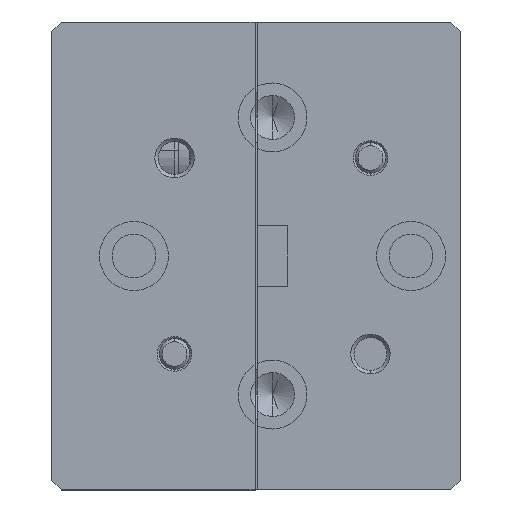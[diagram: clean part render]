
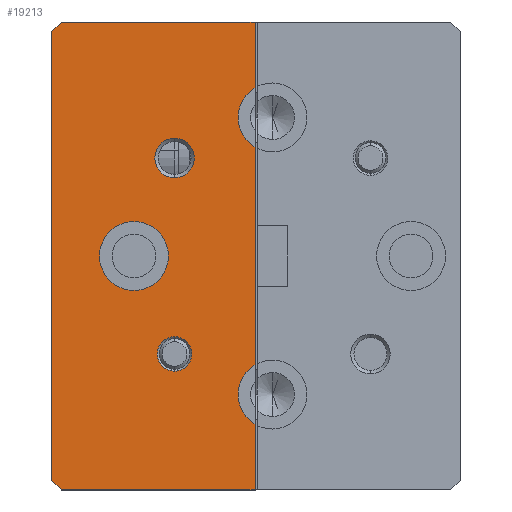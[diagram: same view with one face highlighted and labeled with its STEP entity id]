
A CAD part, left-side view. The second image highlights one B-rep face of the part: STEP entity #19213.
In plain terms, the highlighted planar face has unit normal (-1, 0, 0).
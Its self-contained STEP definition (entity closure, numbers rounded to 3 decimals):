
#1243 = EDGE_CURVE ( 'NONE', #17642, #40179, #1758, .T. ) ;
#1461 = CARTESIAN_POINT ( 'NONE',  ( -45.72, 10.49, -11.557 ) ) ;
#1758 = CIRCLE ( 'NONE', #55395, 0.889 ) ;
#2039 = CARTESIAN_POINT ( 'NONE',  ( -45.72, 0., 8.676 ) ) ;
#2342 = VERTEX_POINT ( 'NONE', #20325 ) ;
#2840 = CARTESIAN_POINT ( 'NONE',  ( -45.72, 4.15, 6.067 ) ) ;
#3088 = CARTESIAN_POINT ( 'NONE',  ( -45.72, -0.902, -7.144 ) ) ;
#4629 = ORIENTED_EDGE ( 'NONE', *, *, #15879, .F. ) ;
#5632 = VECTOR ( 'NONE', #62729, 1000. ) ;
#5910 = VERTEX_POINT ( 'NONE', #2039 ) ;
#6110 = EDGE_LOOP ( 'NONE', ( #45140, #14761, #42992, #34464, #22018, #29418, #57080, #4629, #17350, #26095 ) ) ;
#6284 = EDGE_CURVE ( 'NONE', #26685, #13311, #31388, .T. ) ;
#6553 = CARTESIAN_POINT ( 'NONE',  ( -45.72, 6.242, 1.778 ) ) ;
#6688 = DIRECTION ( 'NONE',  ( -1., 0., 0. ) ) ;
#7210 = DIRECTION ( 'NONE',  ( 0., 0., 1. ) ) ;
#7329 = DIRECTION ( 'NONE',  ( 1., 0., 0. ) ) ;
#7340 = EDGE_LOOP ( 'NONE', ( #25886, #33921 ) ) ;
#7550 = ORIENTED_EDGE ( 'NONE', *, *, #10808, .F. ) ;
#8185 = VECTOR ( 'NONE', #56716, 1000. ) ;
#8377 = CARTESIAN_POINT ( 'NONE',  ( -45.72, 4.15, -5.051 ) ) ;
#8834 = CARTESIAN_POINT ( 'NONE',  ( -45.72, 0., 12.065 ) ) ;
#9076 = CARTESIAN_POINT ( 'NONE',  ( -45.72, 4.15, -4.162 ) ) ;
#9275 = DIRECTION ( 'NONE',  ( -1., 0., 0. ) ) ;
#9492 = CARTESIAN_POINT ( 'NONE',  ( -45.72, 4.15, 5.051 ) ) ;
#9720 = CARTESIAN_POINT ( 'NONE',  ( -45.72, 10.49, 11.557 ) ) ;
#10030 = EDGE_CURVE ( 'NONE', #58667, #39309, #14887, .T. ) ;
#10808 = EDGE_CURVE ( 'NONE', #49499, #12747, #47322, .T. ) ;
#11721 = CARTESIAN_POINT ( 'NONE',  ( -45.72, 10.49, 12.065 ) ) ;
#12145 = CARTESIAN_POINT ( 'NONE',  ( -45.72, 10.49, 12.065 ) ) ;
#12747 = VERTEX_POINT ( 'NONE', #2840 ) ;
#13311 = VERTEX_POINT ( 'NONE', #43183 ) ;
#13595 = VECTOR ( 'NONE', #60070, 1000. ) ;
#13726 = AXIS2_PLACEMENT_3D ( 'NONE', #58001, #18544, #34145 ) ;
#14761 = ORIENTED_EDGE ( 'NONE', *, *, #10030, .F. ) ;
#14887 = CIRCLE ( 'NONE', #35990, 1.778 ) ;
#15879 = EDGE_CURVE ( 'NONE', #26685, #51304, #21258, .T. ) ;
#16260 = AXIS2_PLACEMENT_3D ( 'NONE', #36095, #20451, #45631 ) ;
#17350 = ORIENTED_EDGE ( 'NONE', *, *, #6284, .T. ) ;
#17579 = EDGE_LOOP ( 'NONE', ( #52612, #17669 ) ) ;
#17642 = VERTEX_POINT ( 'NONE', #42635 ) ;
#17669 = ORIENTED_EDGE ( 'NONE', *, *, #1243, .F. ) ;
#17724 = LINE ( 'NONE', #43004, #27040 ) ;
#18271 = DIRECTION ( 'NONE',  ( 0., 0., 1. ) ) ;
#18544 = DIRECTION ( 'NONE',  ( -1., 0., 0. ) ) ;
#18910 = VECTOR ( 'NONE', #46345, 1000. ) ;
#18929 = VERTEX_POINT ( 'NONE', #40207 ) ;
#19213 = ADVANCED_FACE ( 'NONE', ( #51529, #38346, #19715, #43013 ), #36939, .F. ) ;
#19707 = LINE ( 'NONE', #30907, #18910 ) ;
#19715 = FACE_BOUND ( 'NONE', #17579, .T. ) ;
#20322 = LINE ( 'NONE', #24682, #37395 ) ;
#20325 = CARTESIAN_POINT ( 'NONE',  ( -45.72, 0., 12.065 ) ) ;
#20451 = DIRECTION ( 'NONE',  ( -1., 0., 0. ) ) ;
#21045 = DIRECTION ( 'NONE',  ( -1., 0., 0. ) ) ;
#21258 = LINE ( 'NONE', #12145, #8185 ) ;
#22018 = ORIENTED_EDGE ( 'NONE', *, *, #27728, .T. ) ;
#22410 = EDGE_CURVE ( 'NONE', #12747, #49499, #24895, .T. ) ;
#23481 = VERTEX_POINT ( 'NONE', #57096 ) ;
#23650 = ORIENTED_EDGE ( 'NONE', *, *, #22410, .F. ) ;
#23996 = AXIS2_PLACEMENT_3D ( 'NONE', #26927, #7329, #51873 ) ;
#24522 = DIRECTION ( 'NONE',  ( 0., 0., 1. ) ) ;
#24682 = CARTESIAN_POINT ( 'NONE',  ( -45.72, 0., 12.065 ) ) ;
#24757 = DIRECTION ( 'NONE',  ( 0., 0., 1. ) ) ;
#24895 = CIRCLE ( 'NONE', #36658, 1.016 ) ;
#25016 = VERTEX_POINT ( 'NONE', #6553 ) ;
#25148 = AXIS2_PLACEMENT_3D ( 'NONE', #32153, #42783, #62482 ) ;
#25390 = CARTESIAN_POINT ( 'NONE',  ( -45.72, 9.982, 12.065 ) ) ;
#25509 = EDGE_CURVE ( 'NONE', #18929, #25016, #51002, .T. ) ;
#25886 = ORIENTED_EDGE ( 'NONE', *, *, #30022, .F. ) ;
#26095 = ORIENTED_EDGE ( 'NONE', *, *, #43390, .T. ) ;
#26685 = VERTEX_POINT ( 'NONE', #38007 ) ;
#26927 = CARTESIAN_POINT ( 'NONE',  ( -45.72, 10.49, 12.065 ) ) ;
#27040 = VECTOR ( 'NONE', #18271, 1000. ) ;
#27728 = EDGE_CURVE ( 'NONE', #5910, #2342, #17724, .T. ) ;
#28316 = CARTESIAN_POINT ( 'NONE',  ( -45.72, 0., -8.676 ) ) ;
#29380 = EDGE_CURVE ( 'NONE', #58667, #32181, #57101, .T. ) ;
#29418 = ORIENTED_EDGE ( 'NONE', *, *, #45512, .F. ) ;
#29860 = CARTESIAN_POINT ( 'NONE',  ( -45.72, 0., 5.611 ) ) ;
#30022 = EDGE_CURVE ( 'NONE', #25016, #18929, #53132, .T. ) ;
#30808 = DIRECTION ( 'NONE',  ( 0., 0., 1. ) ) ;
#30907 = CARTESIAN_POINT ( 'NONE',  ( -45.72, 10.49, -12.065 ) ) ;
#31388 = LINE ( 'NONE', #1461, #13595 ) ;
#32153 = CARTESIAN_POINT ( 'NONE',  ( -45.72, 6.242, 0. ) ) ;
#32181 = VERTEX_POINT ( 'NONE', #29860 ) ;
#32766 = DIRECTION ( 'NONE',  ( 0., 0., 1. ) ) ;
#33223 = DIRECTION ( 'NONE',  ( 0., 0., 1. ) ) ;
#33255 = CARTESIAN_POINT ( 'NONE',  ( -45.72, 10.49, 11.557 ) ) ;
#33921 = ORIENTED_EDGE ( 'NONE', *, *, #25509, .F. ) ;
#34145 = DIRECTION ( 'NONE',  ( 0., 0., 1. ) ) ;
#34464 = ORIENTED_EDGE ( 'NONE', *, *, #46134, .F. ) ;
#35990 = AXIS2_PLACEMENT_3D ( 'NONE', #3088, #37656, #7210 ) ;
#36095 = CARTESIAN_POINT ( 'NONE',  ( -45.72, 6.242, 0. ) ) ;
#36658 = AXIS2_PLACEMENT_3D ( 'NONE', #9492, #9275, #24757 ) ;
#36939 = PLANE ( 'NONE',  #23996 ) ;
#37361 = VERTEX_POINT ( 'NONE', #25390 ) ;
#37395 = VECTOR ( 'NONE', #50059, 1000. ) ;
#37656 = DIRECTION ( 'NONE',  ( -1., 0., 0. ) ) ;
#37820 = EDGE_LOOP ( 'NONE', ( #23650, #7550 ) ) ;
#38007 = CARTESIAN_POINT ( 'NONE',  ( -45.72, 10.49, -11.557 ) ) ;
#38346 = FACE_BOUND ( 'NONE', #37820, .T. ) ;
#39309 = VERTEX_POINT ( 'NONE', #28316 ) ;
#40179 = VERTEX_POINT ( 'NONE', #9076 ) ;
#40207 = CARTESIAN_POINT ( 'NONE',  ( -45.72, 6.242, -1.778 ) ) ;
#42635 = CARTESIAN_POINT ( 'NONE',  ( -45.72, 4.15, -5.94 ) ) ;
#42783 = DIRECTION ( 'NONE',  ( -1., 0., 0. ) ) ;
#42992 = ORIENTED_EDGE ( 'NONE', *, *, #29380, .T. ) ;
#43004 = CARTESIAN_POINT ( 'NONE',  ( -45.72, 0., 12.065 ) ) ;
#43013 = FACE_OUTER_BOUND ( 'NONE', #6110, .T. ) ;
#43017 = AXIS2_PLACEMENT_3D ( 'NONE', #46025, #21045, #30808 ) ;
#43183 = CARTESIAN_POINT ( 'NONE',  ( -45.72, 9.982, -12.065 ) ) ;
#43390 = EDGE_CURVE ( 'NONE', #13311, #23481, #19707, .T. ) ;
#43948 = LINE ( 'NONE', #11721, #46306 ) ;
#44697 = CARTESIAN_POINT ( 'NONE',  ( -45.72, 0., -5.611 ) ) ;
#45140 = ORIENTED_EDGE ( 'NONE', *, *, #48513, .T. ) ;
#45512 = EDGE_CURVE ( 'NONE', #37361, #2342, #43948, .T. ) ;
#45631 = DIRECTION ( 'NONE',  ( 0., 0., 1. ) ) ;
#45804 = CIRCLE ( 'NONE', #43017, 0.889 ) ;
#46025 = CARTESIAN_POINT ( 'NONE',  ( -45.72, 4.15, -5.051 ) ) ;
#46134 = EDGE_CURVE ( 'NONE', #5910, #32181, #64005, .T. ) ;
#46306 = VECTOR ( 'NONE', #56303, 1000. ) ;
#46345 = DIRECTION ( 'NONE',  ( 0., -1., 0. ) ) ;
#47031 = VECTOR ( 'NONE', #33223, 1000. ) ;
#47322 = CIRCLE ( 'NONE', #62144, 1.016 ) ;
#48513 = EDGE_CURVE ( 'NONE', #23481, #39309, #20322, .T. ) ;
#49499 = VERTEX_POINT ( 'NONE', #61932 ) ;
#50059 = DIRECTION ( 'NONE',  ( 0., 0., 1. ) ) ;
#51002 = CIRCLE ( 'NONE', #25148, 1.778 ) ;
#51304 = VERTEX_POINT ( 'NONE', #9720 ) ;
#51471 = EDGE_CURVE ( 'NONE', #40179, #17642, #45804, .T. ) ;
#51529 = FACE_BOUND ( 'NONE', #7340, .T. ) ;
#51873 = DIRECTION ( 'NONE',  ( 0., 0., -1. ) ) ;
#52612 = ORIENTED_EDGE ( 'NONE', *, *, #51471, .F. ) ;
#53132 = CIRCLE ( 'NONE', #16260, 1.778 ) ;
#53575 = LINE ( 'NONE', #33255, #5632 ) ;
#54654 = CARTESIAN_POINT ( 'NONE',  ( -45.72, 4.15, 5.051 ) ) ;
#55395 = AXIS2_PLACEMENT_3D ( 'NONE', #8377, #6688, #32766 ) ;
#56303 = DIRECTION ( 'NONE',  ( 0., -1., 0. ) ) ;
#56716 = DIRECTION ( 'NONE',  ( 0., 0., 1. ) ) ;
#57080 = ORIENTED_EDGE ( 'NONE', *, *, #57890, .T. ) ;
#57096 = CARTESIAN_POINT ( 'NONE',  ( -45.72, 0., -12.065 ) ) ;
#57101 = LINE ( 'NONE', #8834, #47031 ) ;
#57890 = EDGE_CURVE ( 'NONE', #37361, #51304, #53575, .T. ) ;
#58001 = CARTESIAN_POINT ( 'NONE',  ( -45.72, -0.902, 7.144 ) ) ;
#58667 = VERTEX_POINT ( 'NONE', #44697 ) ;
#60070 = DIRECTION ( 'NONE',  ( 0., -0.707, -0.707 ) ) ;
#61932 = CARTESIAN_POINT ( 'NONE',  ( -45.72, 4.15, 4.035 ) ) ;
#62144 = AXIS2_PLACEMENT_3D ( 'NONE', #54654, #63990, #24522 ) ;
#62482 = DIRECTION ( 'NONE',  ( 0., 0., 1. ) ) ;
#62729 = DIRECTION ( 'NONE',  ( 0., 0.707, -0.707 ) ) ;
#63990 = DIRECTION ( 'NONE',  ( -1., 0., 0. ) ) ;
#64005 = CIRCLE ( 'NONE', #13726, 1.778 ) ;
